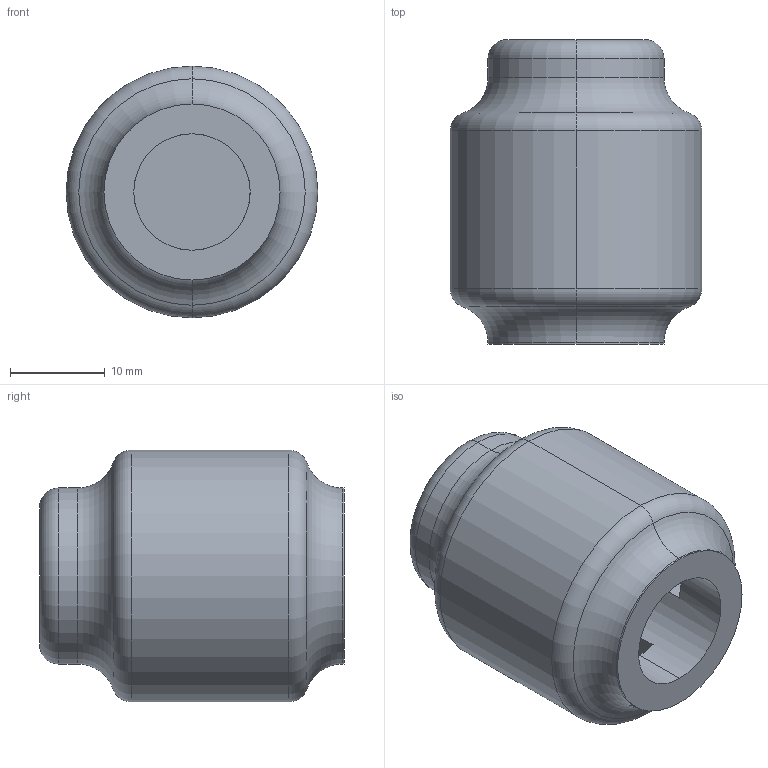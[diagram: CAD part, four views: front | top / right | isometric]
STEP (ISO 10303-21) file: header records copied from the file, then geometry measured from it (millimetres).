
FILE_DESCRIPTION (( 'STEP AP214' ), '1' );
FILE_NAME ('Vape Diffuser1.0.STEP', '2017-04-26T19:02:16', ( '' ), ( '' ), 'SwSTEP 2.0', 'SolidWorks 2016', '' );
FILE_SCHEMA (( 'AUTOMOTIVE_DESIGN' ));
Length unit declared in the file: millimetre
Products named in the file (1): Vape Diffuser1.0
Bounding box: 26.6 x 32.2 x 26.6 mm (x, y, z)
Volume: 7533.6 mm3; surface area: 6966.3 mm2
Topology: 1 solids, 1 shells, 63 faces, 185 edges, 116 vertices
Faces by surface type: plane 34, cylinder 19, torus 10
Entity records: 2183 total; most frequent: DIRECTION 407, ORIENTED_EDGE 370, CARTESIAN_POINT 365, EDGE_CURVE 185, AXIS2_PLACEMENT_3D 158, VERTEX_POINT 116, CIRCLE 94, LINE 91
